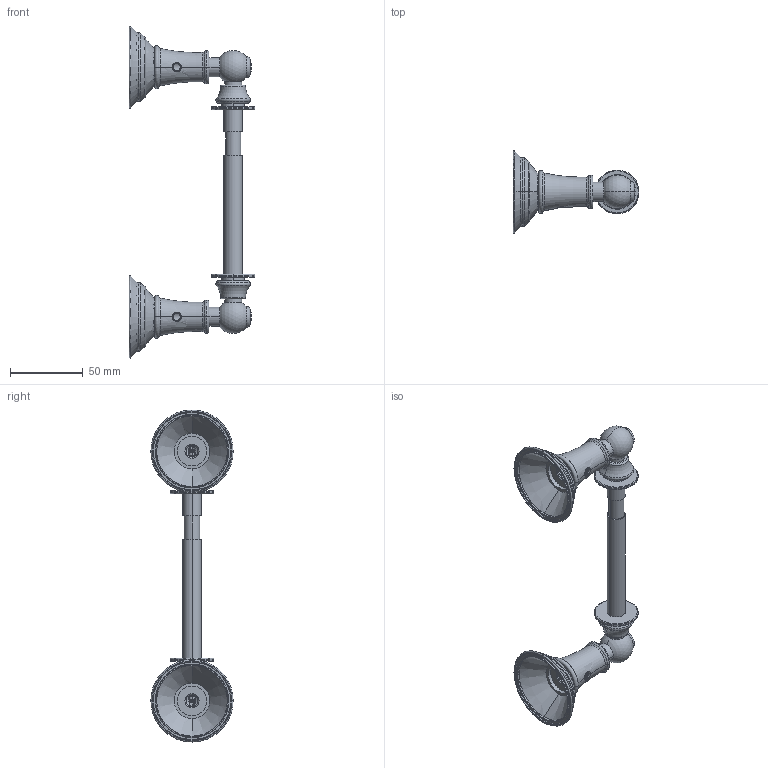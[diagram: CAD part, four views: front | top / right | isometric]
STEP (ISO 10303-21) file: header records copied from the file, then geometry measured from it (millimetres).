
FILE_DESCRIPTION((''),'2;1');
FILE_NAME('5408_ASM','2019-08-08T10:28:29',('jinson.thomas'),(''),'CREO PARAMETRIC BY PTC INC, 2018400','CREO PARAMETRIC BY PTC INC, 2018400','');
FILE_SCHEMA(('CONFIG_CONTROL_DESIGN'));
Length unit declared in the file: inch
Products named in the file (10): 11591; 2-652_ASM; 40704; 40734; 40705; 40701; 40702; 40703; 7-737_AF0_ASM; 5408_ASM
Assembly tree (12 placements, depth 3):
  5408_ASM
    2-652_ASM  x2
      11591
    40704
    40734  x2
    40705
    7-737_AF0_ASM
      40701
      40702
      40703  x2
Bounding box: 86.49 x 56.56 x 228.01 mm (x, y, z)
Volume: 72795 mm3; surface area: 47874.1 mm2
Topology: 10 solids, 10 shells, 563 faces, 1353 edges, 834 vertices
Faces by surface type: cylinder 223, bspline 136, torus 88, plane 56, cone 52, sphere 8
Entity records: 31853 total; most frequent: CARTESIAN_POINT 22257, ORIENTED_EDGE 2144, DIRECTION 1630, EDGE_CURVE 1072, AXIS2_PLACEMENT_3D 682, VERTEX_POINT 669, EDGE_LOOP 479, B_SPLINE_CURVE_WITH_KNOTS 473
